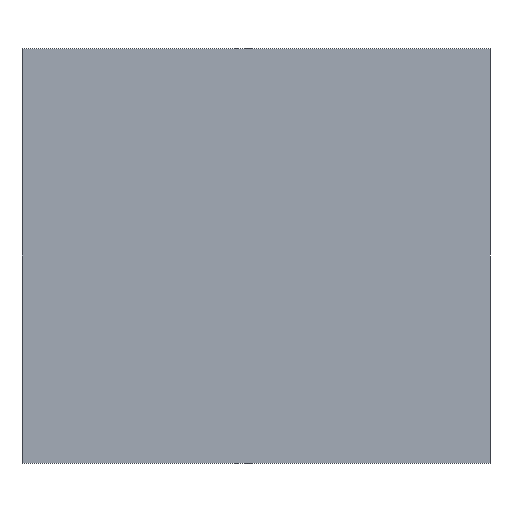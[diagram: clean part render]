
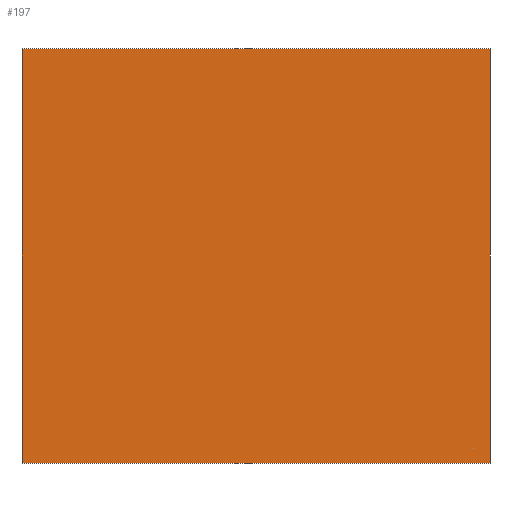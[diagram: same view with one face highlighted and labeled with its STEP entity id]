
A CAD part, front view. The second image highlights one B-rep face of the part: STEP entity #197.
In plain terms, the highlighted planar face has unit normal (0, -1, 0).
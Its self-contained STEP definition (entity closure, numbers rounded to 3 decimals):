
#25=FACE_OUTER_BOUND('',#37,.T.);
#37=EDGE_LOOP('',(#170,#171,#172,#173));
#50=LINE('',#300,#74);
#54=LINE('',#308,#78);
#57=LINE('',#314,#81);
#60=LINE('',#319,#84);
#74=VECTOR('',#249,10.);
#78=VECTOR('',#255,10.);
#81=VECTOR('',#260,10.);
#84=VECTOR('',#265,10.);
#94=VERTEX_POINT('',#298);
#95=VERTEX_POINT('',#299);
#98=VERTEX_POINT('',#307);
#100=VERTEX_POINT('',#313);
#114=EDGE_CURVE('',#94,#95,#50,.T.);
#118=EDGE_CURVE('',#95,#98,#54,.T.);
#121=EDGE_CURVE('',#100,#98,#57,.T.);
#124=EDGE_CURVE('',#100,#94,#60,.T.);
#170=ORIENTED_EDGE('',*,*,#124,.T.);
#171=ORIENTED_EDGE('',*,*,#114,.T.);
#172=ORIENTED_EDGE('',*,*,#118,.T.);
#173=ORIENTED_EDGE('',*,*,#121,.F.);
#184=PLANE('',#222);
#197=ADVANCED_FACE('',(#25),#184,.F.);
#222=AXIS2_PLACEMENT_3D('',#322,#269,#270);
#249=DIRECTION('',(-1.,0.,0.));
#255=DIRECTION('',(0.,0.,-1.));
#260=DIRECTION('',(-1.,0.,0.));
#265=DIRECTION('',(0.,0.,1.));
#269=DIRECTION('center_axis',(0.,1.,0.));
#270=DIRECTION('ref_axis',(1.,0.,0.));
#298=CARTESIAN_POINT('',(2.175,0.,1.925));
#299=CARTESIAN_POINT('',(-2.175,0.,1.925));
#300=CARTESIAN_POINT('',(2.175,0.,1.925));
#307=CARTESIAN_POINT('',(-2.175,0.,-1.925));
#308=CARTESIAN_POINT('',(-2.175,0.,1.925));
#313=CARTESIAN_POINT('',(2.175,0.,-1.925));
#314=CARTESIAN_POINT('',(2.175,0.,-1.925));
#319=CARTESIAN_POINT('',(2.175,0.,-1.925));
#322=CARTESIAN_POINT('Origin',(0.,0.,0.));
